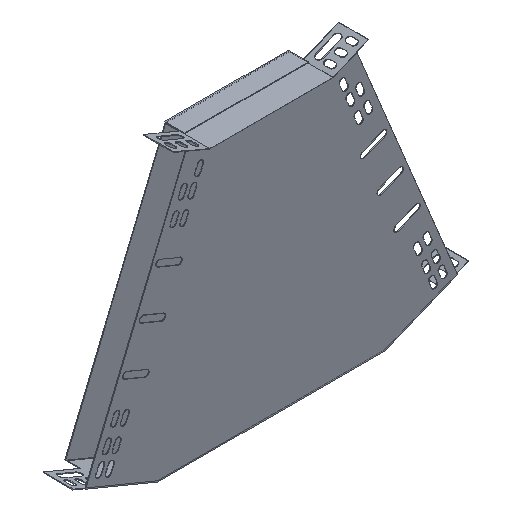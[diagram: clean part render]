
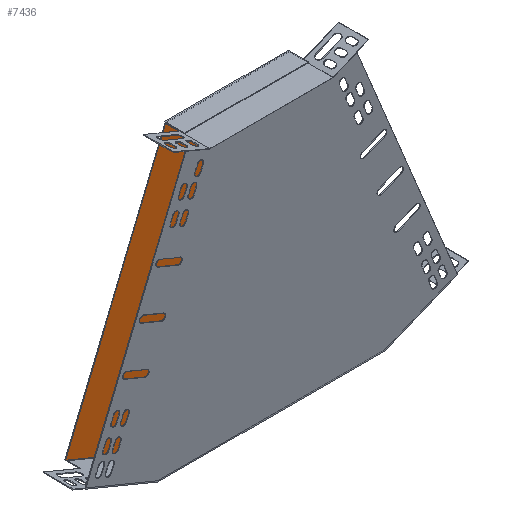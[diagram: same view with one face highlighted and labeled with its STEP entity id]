
A CAD part, isometric view. The second image highlights one B-rep face of the part: STEP entity #7436.
In plain terms, the highlighted planar face has unit normal (0, -1, 0).
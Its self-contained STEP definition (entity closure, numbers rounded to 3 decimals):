
#115 = CARTESIAN_POINT ( 'NONE',  ( 212.013, 189.156, -191.822 ) ) ;
#444 = VERTEX_POINT ( 'NONE', #701 ) ;
#465 = ORIENTED_EDGE ( 'NONE', *, *, #6556, .T. ) ;
#505 = ORIENTED_EDGE ( 'NONE', *, *, #6320, .T. ) ;
#595 = EDGE_CURVE ( 'NONE', #6034, #1691, #5632, .T. ) ;
#633 = CARTESIAN_POINT ( 'NONE',  ( -44.214, 189.156, 86.341 ) ) ;
#681 = ORIENTED_EDGE ( 'NONE', *, *, #6426, .F. ) ;
#701 = CARTESIAN_POINT ( 'NONE',  ( 97.208, 189.156, 86.341 ) ) ;
#788 = VECTOR ( 'NONE', #2230, 1000. ) ;
#992 = LINE ( 'NONE', #6339, #788 ) ;
#1031 = LINE ( 'NONE', #7030, #3939 ) ;
#1035 = LINE ( 'NONE', #4279, #2571 ) ;
#1086 = DIRECTION ( 'NONE',  ( 0.383, 0., -0.924 ) ) ;
#1392 = DIRECTION ( 'NONE',  ( -1., 0., 0. ) ) ;
#1501 = FACE_OUTER_BOUND ( 'NONE', #5180, .T. ) ;
#1541 = VERTEX_POINT ( 'NONE', #3333 ) ;
#1691 = VERTEX_POINT ( 'NONE', #7028 ) ;
#1798 = DIRECTION ( 'NONE',  ( 0., 0., 1. ) ) ;
#1827 = DIRECTION ( 'NONE',  ( 1., 0., 0. ) ) ;
#1848 = VERTEX_POINT ( 'NONE', #633 ) ;
#2048 = CARTESIAN_POINT ( 'NONE',  ( 97.208, 189.156, 85.341 ) ) ;
#2093 = CARTESIAN_POINT ( 'NONE',  ( -159.019, 189.156, -191.822 ) ) ;
#2230 = DIRECTION ( 'NONE',  ( -0.924, 0., 0.383 ) ) ;
#2308 = LINE ( 'NONE', #4724, #3676 ) ;
#2461 = DIRECTION ( 'NONE',  ( 0., 0., -1. ) ) ;
#2571 = VECTOR ( 'NONE', #1392, 1000. ) ;
#2709 = EDGE_CURVE ( 'NONE', #1541, #5480, #992, .T. ) ;
#2746 = VERTEX_POINT ( 'NONE', #6997 ) ;
#2825 = PLANE ( 'NONE',  #5229 ) ;
#3019 = VECTOR ( 'NONE', #1086, 1000. ) ;
#3038 = VECTOR ( 'NONE', #5596, 1000. ) ;
#3118 = VECTOR ( 'NONE', #2461, 1000. ) ;
#3333 = CARTESIAN_POINT ( 'NONE',  ( -103.887, 189.156, -214.659 ) ) ;
#3424 = DIRECTION ( 'NONE',  ( 0., 0., -1. ) ) ;
#3476 = DIRECTION ( 'NONE',  ( 0.383, 0., 0.924 ) ) ;
#3619 = CARTESIAN_POINT ( 'NONE',  ( 212.013, 189.156, -191.822 ) ) ;
#3640 = DIRECTION ( 'NONE',  ( -0.924, 0., -0.383 ) ) ;
#3676 = VECTOR ( 'NONE', #1827, 1000. ) ;
#3678 = CARTESIAN_POINT ( 'NONE',  ( -44.214, 189.156, 85.341 ) ) ;
#3827 = CARTESIAN_POINT ( 'NONE',  ( 97.208, 189.156, 86.341 ) ) ;
#3857 = VECTOR ( 'NONE', #1798, 1000. ) ;
#3939 = VECTOR ( 'NONE', #3476, 1000. ) ;
#3980 = CARTESIAN_POINT ( 'NONE',  ( 212.013, 189.156, -191.822 ) ) ;
#4045 = ORIENTED_EDGE ( 'NONE', *, *, #6714, .F. ) ;
#4055 = VECTOR ( 'NONE', #3640, 1000. ) ;
#4177 = DIRECTION ( 'NONE',  ( 0., 0., 1. ) ) ;
#4212 = LINE ( 'NONE', #4698, #3857 ) ;
#4279 = CARTESIAN_POINT ( 'NONE',  ( -44.214, 189.156, 86.341 ) ) ;
#4698 = CARTESIAN_POINT ( 'NONE',  ( 156.881, 189.156, -215.659 ) ) ;
#4724 = CARTESIAN_POINT ( 'NONE',  ( 156.881, 189.156, -215.659 ) ) ;
#5048 = LINE ( 'NONE', #6558, #6464 ) ;
#5165 = CARTESIAN_POINT ( 'NONE',  ( 97.208, 189.156, 85.341 ) ) ;
#5180 = EDGE_LOOP ( 'NONE', ( #6574, #6392, #4045, #465, #6483, #5845, #5406, #681, #6879, #505 ) ) ;
#5229 = AXIS2_PLACEMENT_3D ( 'NONE', #3980, #6988, #3424 ) ;
#5392 = VERTEX_POINT ( 'NONE', #7313 ) ;
#5406 = ORIENTED_EDGE ( 'NONE', *, *, #2709, .F. ) ;
#5480 = VERTEX_POINT ( 'NONE', #2093 ) ;
#5596 = DIRECTION ( 'NONE',  ( 0., 0., -1. ) ) ;
#5632 = LINE ( 'NONE', #3619, #4055 ) ;
#5845 = ORIENTED_EDGE ( 'NONE', *, *, #7622, .F. ) ;
#5989 = LINE ( 'NONE', #5165, #3019 ) ;
#6034 = VERTEX_POINT ( 'NONE', #115 ) ;
#6052 = VERTEX_POINT ( 'NONE', #3678 ) ;
#6197 = LINE ( 'NONE', #3827, #3038 ) ;
#6276 = LINE ( 'NONE', #6615, #3118 ) ;
#6320 = EDGE_CURVE ( 'NONE', #2746, #1691, #4212, .T. ) ;
#6339 = CARTESIAN_POINT ( 'NONE',  ( -159.019, 189.156, -191.822 ) ) ;
#6364 = EDGE_CURVE ( 'NONE', #5392, #2746, #2308, .T. ) ;
#6392 = ORIENTED_EDGE ( 'NONE', *, *, #7430, .F. ) ;
#6426 = EDGE_CURVE ( 'NONE', #5392, #1541, #5048, .T. ) ;
#6464 = VECTOR ( 'NONE', #4177, 1000. ) ;
#6477 = EDGE_CURVE ( 'NONE', #1848, #6052, #6276, .T. ) ;
#6483 = ORIENTED_EDGE ( 'NONE', *, *, #6477, .T. ) ;
#6556 = EDGE_CURVE ( 'NONE', #444, #1848, #1035, .T. ) ;
#6558 = CARTESIAN_POINT ( 'NONE',  ( -103.887, 189.156, -215.659 ) ) ;
#6574 = ORIENTED_EDGE ( 'NONE', *, *, #595, .F. ) ;
#6615 = CARTESIAN_POINT ( 'NONE',  ( -44.214, 189.156, 86.341 ) ) ;
#6714 = EDGE_CURVE ( 'NONE', #444, #7296, #6197, .T. ) ;
#6879 = ORIENTED_EDGE ( 'NONE', *, *, #6364, .T. ) ;
#6988 = DIRECTION ( 'NONE',  ( 0., -1., 0. ) ) ;
#6997 = CARTESIAN_POINT ( 'NONE',  ( 156.881, 189.156, -215.659 ) ) ;
#7028 = CARTESIAN_POINT ( 'NONE',  ( 156.881, 189.156, -214.659 ) ) ;
#7030 = CARTESIAN_POINT ( 'NONE',  ( -44.214, 189.156, 85.341 ) ) ;
#7296 = VERTEX_POINT ( 'NONE', #2048 ) ;
#7313 = CARTESIAN_POINT ( 'NONE',  ( -103.887, 189.156, -215.659 ) ) ;
#7430 = EDGE_CURVE ( 'NONE', #7296, #6034, #5989, .T. ) ;
#7436 = ADVANCED_FACE ( 'NONE', ( #1501 ), #2825, .T. ) ;
#7622 = EDGE_CURVE ( 'NONE', #5480, #6052, #1031, .T. ) ;
